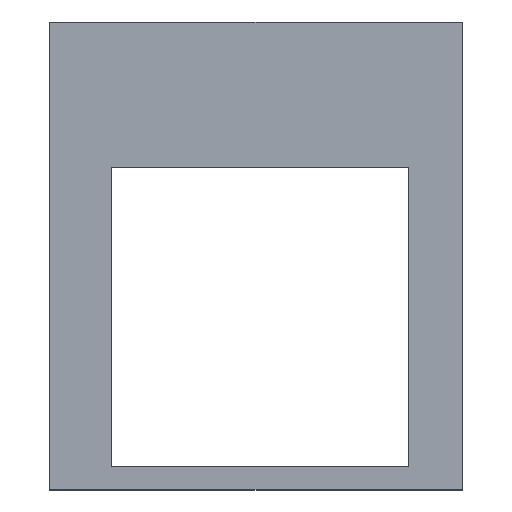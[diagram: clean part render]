
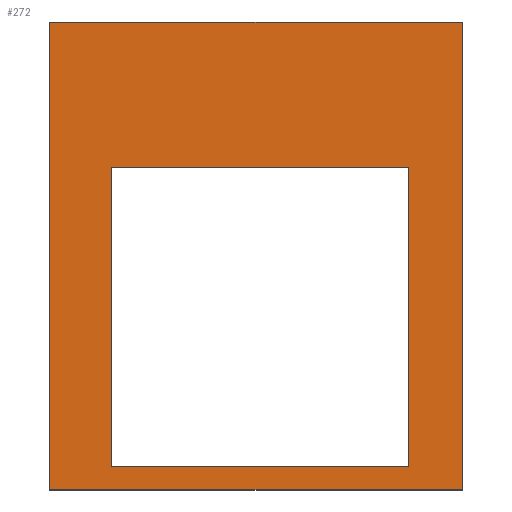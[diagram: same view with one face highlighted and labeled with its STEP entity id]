
A CAD part, top view. The second image highlights one B-rep face of the part: STEP entity #272.
In plain terms, the highlighted planar face has unit normal (0, 0, 1).
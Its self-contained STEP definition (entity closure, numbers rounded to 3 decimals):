
#36=ORIENTED_EDGE('',*,*,#104,.F.);
#37=ORIENTED_EDGE('',*,*,#105,.T.);
#38=ORIENTED_EDGE('',*,*,#106,.T.);
#39=ORIENTED_EDGE('',*,*,#107,.F.);
#40=ORIENTED_EDGE('',*,*,#97,.F.);
#41=ORIENTED_EDGE('',*,*,#95,.T.);
#42=ORIENTED_EDGE('',*,*,#103,.T.);
#43=ORIENTED_EDGE('',*,*,#100,.F.);
#95=EDGE_CURVE('',#129,#131,#155,.T.);
#97=EDGE_CURVE('',#129,#133,#157,.T.);
#100=EDGE_CURVE('',#133,#135,#160,.T.);
#103=EDGE_CURVE('',#131,#135,#163,.T.);
#104=EDGE_CURVE('',#136,#137,#164,.F.);
#105=EDGE_CURVE('',#136,#138,#165,.T.);
#106=EDGE_CURVE('',#138,#139,#166,.F.);
#107=EDGE_CURVE('',#137,#139,#167,.T.);
#129=VERTEX_POINT('',#399);
#131=VERTEX_POINT('',#403);
#133=VERTEX_POINT('',#409);
#135=VERTEX_POINT('',#415);
#136=VERTEX_POINT('',#422);
#137=VERTEX_POINT('',#423);
#138=VERTEX_POINT('',#425);
#139=VERTEX_POINT('',#427);
#155=LINE('',#404,#191);
#157=LINE('',#408,#193);
#160=LINE('',#414,#196);
#163=LINE('',#419,#199);
#164=LINE('',#421,#200);
#165=LINE('',#424,#201);
#166=LINE('',#426,#202);
#167=LINE('',#428,#203);
#191=VECTOR('',#327,1000.);
#193=VECTOR('',#331,1000.);
#196=VECTOR('',#336,1000.);
#199=VECTOR('',#341,1000.);
#200=VECTOR('',#344,1000.);
#201=VECTOR('',#345,1000.);
#202=VECTOR('',#346,1000.);
#203=VECTOR('',#347,1000.);
#222=EDGE_LOOP('',(#36,#37,#38,#39));
#223=EDGE_LOOP('',(#40,#41,#42,#43));
#240=FACE_BOUND('',#222,.T.);
#241=FACE_BOUND('',#223,.T.);
#257=PLANE('',#300);
#272=ADVANCED_FACE('',(#240,#241),#257,.T.);
#300=AXIS2_PLACEMENT_3D('',#420,#342,#343);
#327=DIRECTION('',(-1.,0.,0.));
#331=DIRECTION('',(0.,1.,0.));
#336=DIRECTION('',(-1.,0.,0.));
#341=DIRECTION('',(0.,1.,0.));
#342=DIRECTION('',(0.,0.,1.));
#343=DIRECTION('',(1.,0.,0.));
#344=DIRECTION('',(1.,0.,0.));
#345=DIRECTION('',(0.,1.,0.));
#346=DIRECTION('',(1.,0.,0.));
#347=DIRECTION('',(0.,1.,0.));
#399=CARTESIAN_POINT('',(29.437,-40.468,6.503));
#403=CARTESIAN_POINT('',(-27.86,-40.468,6.503));
#404=CARTESIAN_POINT('',(0.789,-40.468,6.503));
#408=CARTESIAN_POINT('',(29.437,-11.702,6.503));
#409=CARTESIAN_POINT('',(29.437,17.064,6.503));
#414=CARTESIAN_POINT('',(0.788,17.064,6.503));
#415=CARTESIAN_POINT('',(-27.86,17.064,6.503));
#419=CARTESIAN_POINT('',(-27.86,-11.702,6.503));
#420=CARTESIAN_POINT('',(0.,0.,6.503));
#421=CARTESIAN_POINT('',(0.,-45.025,6.503));
#422=CARTESIAN_POINT('',(39.7,-45.025,6.503));
#423=CARTESIAN_POINT('',(-39.7,-45.025,6.503));
#424=CARTESIAN_POINT('',(39.7,0.,6.503));
#425=CARTESIAN_POINT('',(39.7,45.025,6.503));
#426=CARTESIAN_POINT('',(0.,45.025,6.503));
#427=CARTESIAN_POINT('',(-39.7,45.025,6.503));
#428=CARTESIAN_POINT('',(-39.7,0.,6.503));
